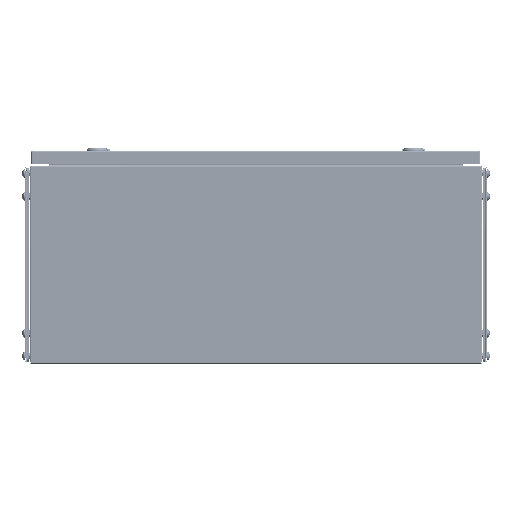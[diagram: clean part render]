
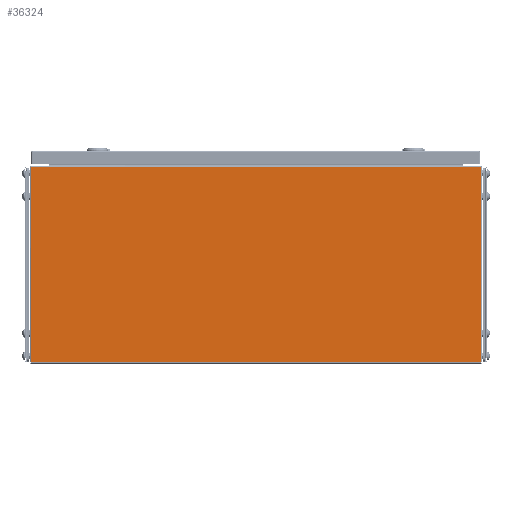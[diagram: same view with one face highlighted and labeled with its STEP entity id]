
A CAD part, left-side view. The second image highlights one B-rep face of the part: STEP entity #36324.
In plain terms, the highlighted planar face has unit normal (-1, 0, 0).
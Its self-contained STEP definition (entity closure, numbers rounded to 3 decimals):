
#1994 = ORIENTED_EDGE ( 'NONE', *, *, #15889, .T. ) ;
#4137 = DIRECTION ( 'NONE',  ( 0., 1., 0. ) ) ;
#6726 = CARTESIAN_POINT ( 'NONE',  ( -250., 295.5, 0. ) ) ;
#7782 = FACE_OUTER_BOUND ( 'NONE', #47085, .T. ) ;
#8931 = LINE ( 'NONE', #47235, #59349 ) ;
#10969 = VECTOR ( 'NONE', #4137, 1000. ) ;
#11214 = DIRECTION ( 'NONE',  ( 0., 1., 0. ) ) ;
#13241 = VECTOR ( 'NONE', #11214, 1000. ) ;
#14225 = DIRECTION ( 'NONE',  ( 1., 0., 0. ) ) ;
#15065 = CARTESIAN_POINT ( 'NONE',  ( -250., 0., 0. ) ) ;
#15889 = EDGE_CURVE ( 'NONE', #66348, #62894, #27386, .T. ) ;
#21349 = CARTESIAN_POINT ( 'NONE',  ( -250., -295.5, 257.5 ) ) ;
#22311 = ORIENTED_EDGE ( 'NONE', *, *, #47595, .T. ) ;
#27386 = LINE ( 'NONE', #21349, #10969 ) ;
#28274 = CARTESIAN_POINT ( 'NONE',  ( -250., 295.5, 257.5 ) ) ;
#31150 = ORIENTED_EDGE ( 'NONE', *, *, #63772, .T. ) ;
#35737 = CARTESIAN_POINT ( 'NONE',  ( -250., 295.5, 1. ) ) ;
#36324 = ADVANCED_FACE ( 'NONE', ( #7782 ), #40458, .F. ) ;
#37597 = EDGE_CURVE ( 'NONE', #57151, #76744, #70195, .T. ) ;
#38150 = DIRECTION ( 'NONE',  ( 0., 0., -1. ) ) ;
#40458 = PLANE ( 'NONE',  #50237 ) ;
#44105 = VECTOR ( 'NONE', #38150, 1000. ) ;
#44626 = LINE ( 'NONE', #6726, #44105 ) ;
#47085 = EDGE_LOOP ( 'NONE', ( #1994, #22311, #53255, #31150 ) ) ;
#47235 = CARTESIAN_POINT ( 'NONE',  ( -250., -295.5, 0. ) ) ;
#47595 = EDGE_CURVE ( 'NONE', #62894, #76744, #44626, .T. ) ;
#49337 = CARTESIAN_POINT ( 'NONE',  ( -250., -295.5, 1. ) ) ;
#50237 = AXIS2_PLACEMENT_3D ( 'NONE', #15065, #14225, #53820 ) ;
#53255 = ORIENTED_EDGE ( 'NONE', *, *, #37597, .F. ) ;
#53820 = DIRECTION ( 'NONE',  ( 0., 0., -1. ) ) ;
#57151 = VERTEX_POINT ( 'NONE', #49337 ) ;
#57601 = CARTESIAN_POINT ( 'NONE',  ( -250., -295.5, 257.5 ) ) ;
#59349 = VECTOR ( 'NONE', #66208, 1000. ) ;
#62894 = VERTEX_POINT ( 'NONE', #28274 ) ;
#63772 = EDGE_CURVE ( 'NONE', #57151, #66348, #8931, .T. ) ;
#66208 = DIRECTION ( 'NONE',  ( 0., 0., 1. ) ) ;
#66348 = VERTEX_POINT ( 'NONE', #57601 ) ;
#70195 = LINE ( 'NONE', #35737, #13241 ) ;
#75354 = CARTESIAN_POINT ( 'NONE',  ( -250., 295.5, 1. ) ) ;
#76744 = VERTEX_POINT ( 'NONE', #75354 ) ;
